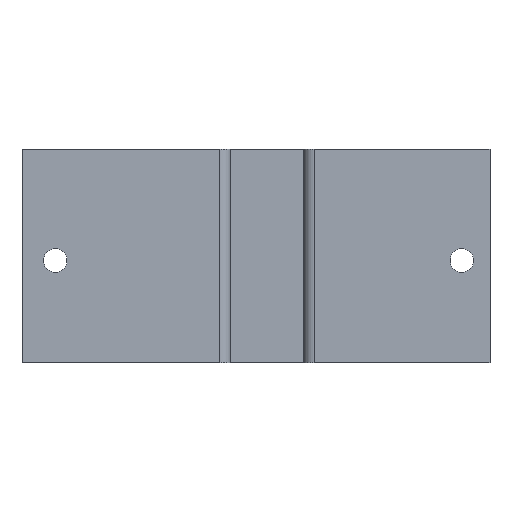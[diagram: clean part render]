
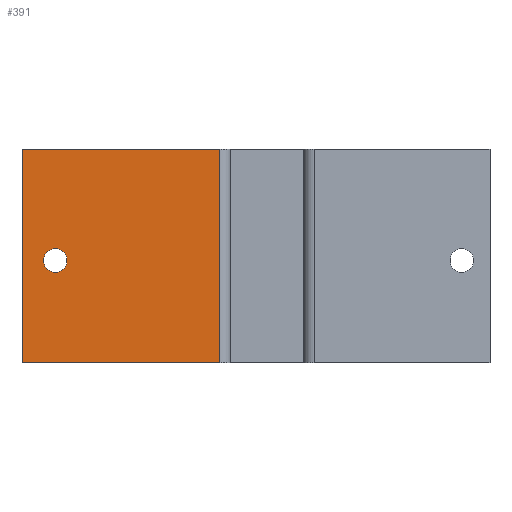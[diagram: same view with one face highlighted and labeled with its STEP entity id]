
A CAD part, top view. The second image highlights one B-rep face of the part: STEP entity #391.
In plain terms, the highlighted planar face has unit normal (0, 0, 1).
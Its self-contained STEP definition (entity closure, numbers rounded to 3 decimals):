
#18=FACE_BOUND('',#73,.T.);
#29=PLANE('',#450);
#49=FACE_OUTER_BOUND('',#72,.T.);
#72=EDGE_LOOP('',(#356,#357,#358,#359));
#73=EDGE_LOOP('',(#360));
#76=LINE('',#574,#114);
#88=LINE('',#609,#126);
#89=LINE('',#612,#127);
#111=LINE('',#671,#149);
#114=VECTOR('',#463,10.);
#126=VECTOR('',#489,10.);
#127=VECTOR('',#492,10.);
#149=VECTOR('',#558,10.);
#152=CIRCLE('',#418,2.1);
#168=VERTEX_POINT('',#568);
#169=VERTEX_POINT('',#572);
#170=VERTEX_POINT('',#573);
#186=VERTEX_POINT('',#607);
#187=VERTEX_POINT('',#611);
#205=EDGE_CURVE('',#168,#168,#152,.T.);
#206=EDGE_CURVE('',#169,#170,#76,.T.);
#224=EDGE_CURVE('',#170,#186,#88,.T.);
#225=EDGE_CURVE('',#187,#169,#89,.T.);
#255=EDGE_CURVE('',#187,#186,#111,.T.);
#356=ORIENTED_EDGE('',*,*,#206,.T.);
#357=ORIENTED_EDGE('',*,*,#224,.T.);
#358=ORIENTED_EDGE('',*,*,#255,.F.);
#359=ORIENTED_EDGE('',*,*,#225,.T.);
#360=ORIENTED_EDGE('',*,*,#205,.T.);
#391=ADVANCED_FACE('',(#49,#18),#29,.T.);
#418=AXIS2_PLACEMENT_3D('',#570,#459,#460);
#450=AXIS2_PLACEMENT_3D('',#673,#560,#561);
#459=DIRECTION('center_axis',(0.,0.,-1.));
#460=DIRECTION('ref_axis',(-1.,0.,0.));
#463=DIRECTION('',(0.,-1.,0.));
#489=DIRECTION('',(1.,0.,0.));
#492=DIRECTION('',(-1.,0.,0.));
#558=DIRECTION('',(0.,-1.,0.));
#560=DIRECTION('center_axis',(0.,0.,1.));
#561=DIRECTION('ref_axis',(1.,0.,0.));
#568=CARTESIAN_POINT('',(-22.891,0.53,3.2));
#570=CARTESIAN_POINT('Origin',(-24.991,0.53,3.2));
#572=CARTESIAN_POINT('',(-30.891,20.33,3.2));
#573=CARTESIAN_POINT('',(-30.891,-17.67,3.2));
#574=CARTESIAN_POINT('',(-30.891,-8.17,3.2));
#607=CARTESIAN_POINT('',(4.184,-17.67,3.2));
#609=CARTESIAN_POINT('',(-52.816,-17.67,3.2));
#611=CARTESIAN_POINT('',(4.184,20.33,3.2));
#612=CARTESIAN_POINT('',(52.362,20.33,3.2));
#671=CARTESIAN_POINT('',(4.184,-8.17,3.2));
#673=CARTESIAN_POINT('Origin',(-0.227,1.33,3.2));
